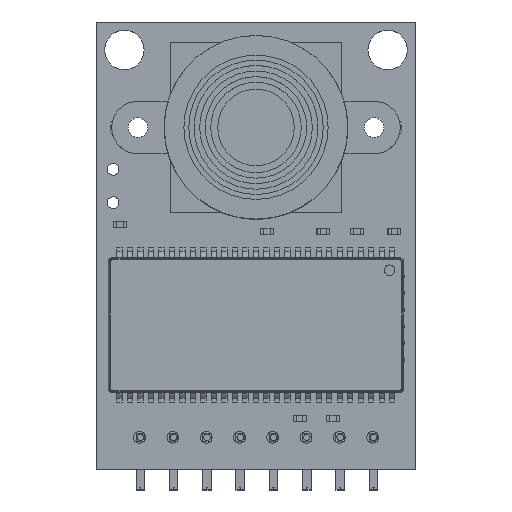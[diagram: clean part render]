
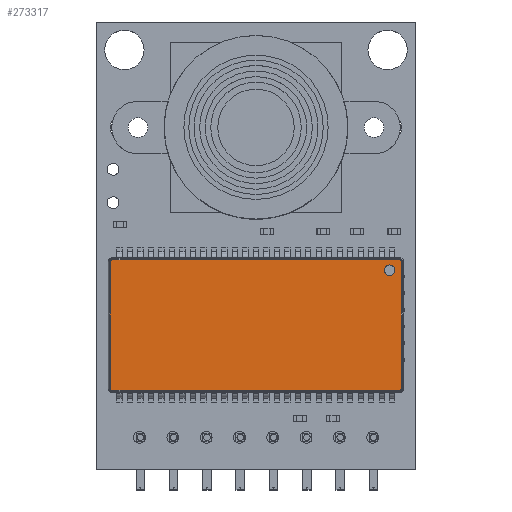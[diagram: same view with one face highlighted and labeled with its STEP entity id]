
A CAD part, top view. The second image highlights one B-rep face of the part: STEP entity #273317.
In plain terms, the highlighted planar face has unit normal (0, 0, 1).
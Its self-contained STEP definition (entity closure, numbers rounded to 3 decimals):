
#570 = CARTESIAN_POINT ( 'NONE',  ( 20.99, -25.816, 1.1 ) ) ;
#689 = DIRECTION ( 'NONE',  ( 0., 0., 1. ) ) ;
#997 = VECTOR ( 'NONE', #218233, 1000. ) ;
#2446 = ORIENTED_EDGE ( 'NONE', *, *, #190136, .T. ) ;
#5655 = CIRCLE ( 'NONE', #40205, 0.127 ) ;
#6543 = CIRCLE ( 'NONE', #149812, 0.4 ) ;
#10393 = CARTESIAN_POINT ( 'NONE',  ( -0.947, -25.943, 1.1 ) ) ;
#17834 = LINE ( 'NONE', #112135, #218063 ) ;
#17879 = VECTOR ( 'NONE', #255366, 1000. ) ;
#20268 = DIRECTION ( 'NONE',  ( -1., 0., 0. ) ) ;
#24689 = ORIENTED_EDGE ( 'NONE', *, *, #177520, .T. ) ;
#25104 = LINE ( 'NONE', #28164, #997 ) ;
#28164 = CARTESIAN_POINT ( 'NONE',  ( 20.99, -16.007, 1.1 ) ) ;
#31877 = AXIS2_PLACEMENT_3D ( 'NONE', #126291, #153978, #174177 ) ;
#37087 = VERTEX_POINT ( 'NONE', #278212 ) ;
#37759 = PLANE ( 'NONE',  #95229 ) ;
#40205 = AXIS2_PLACEMENT_3D ( 'NONE', #141421, #689, #231018 ) ;
#40597 = DIRECTION ( 'NONE',  ( 0., 0., 1. ) ) ;
#41517 = EDGE_CURVE ( 'NONE', #155265, #73314, #113350, .T. ) ;
#45672 = LINE ( 'NONE', #266607, #70985 ) ;
#46988 = CARTESIAN_POINT ( 'NONE',  ( 20.615, -16.794, 1.1 ) ) ;
#48431 = DIRECTION ( 'NONE',  ( -1., 0., 0. ) ) ;
#49401 = ORIENTED_EDGE ( 'NONE', *, *, #142411, .T. ) ;
#49532 = CARTESIAN_POINT ( 'NONE',  ( 20.99, -25.943, 1.1 ) ) ;
#69257 = EDGE_LOOP ( 'NONE', ( #119023, #49401, #24689, #197192, #230537, #289000, #2446, #182954 ) ) ;
#70985 = VECTOR ( 'NONE', #288227, 1000. ) ;
#73314 = VERTEX_POINT ( 'NONE', #302994 ) ;
#77736 = CARTESIAN_POINT ( 'NONE',  ( 21.117, -25.816, 1.1 ) ) ;
#80491 = AXIS2_PLACEMENT_3D ( 'NONE', #179883, #40597, #224655 ) ;
#82620 = FACE_OUTER_BOUND ( 'NONE', #69257, .T. ) ;
#85320 = EDGE_CURVE ( 'NONE', #221497, #301773, #6543, .T. ) ;
#86419 = AXIS2_PLACEMENT_3D ( 'NONE', #116145, #256622, #20268 ) ;
#88393 = DIRECTION ( 'NONE',  ( 0., 0., 1. ) ) ;
#95229 = AXIS2_PLACEMENT_3D ( 'NONE', #175492, #269622, #220244 ) ;
#105226 = CARTESIAN_POINT ( 'NONE',  ( -1.074, -16.134, 1.1 ) ) ;
#112135 = CARTESIAN_POINT ( 'NONE',  ( 20.99, -25.943, 1.1 ) ) ;
#113350 = LINE ( 'NONE', #235310, #17879 ) ;
#116145 = CARTESIAN_POINT ( 'NONE',  ( 20.99, -16.134, 1.1 ) ) ;
#119023 = ORIENTED_EDGE ( 'NONE', *, *, #41517, .T. ) ;
#126291 = CARTESIAN_POINT ( 'NONE',  ( -0.947, -25.816, 1.1 ) ) ;
#127669 = FACE_BOUND ( 'NONE', #302244, .T. ) ;
#141421 = CARTESIAN_POINT ( 'NONE',  ( -0.947, -16.134, 1.1 ) ) ;
#142411 = EDGE_CURVE ( 'NONE', #73314, #157549, #264153, .T. ) ;
#149812 = AXIS2_PLACEMENT_3D ( 'NONE', #283048, #88393, #162771 ) ;
#151792 = VERTEX_POINT ( 'NONE', #49532 ) ;
#153978 = DIRECTION ( 'NONE',  ( 0., 0., 1. ) ) ;
#155265 = VERTEX_POINT ( 'NONE', #77736 ) ;
#157549 = VERTEX_POINT ( 'NONE', #173603 ) ;
#162771 = DIRECTION ( 'NONE',  ( -1., 0., 0. ) ) ;
#167667 = EDGE_CURVE ( 'NONE', #151792, #155265, #190267, .T. ) ;
#173603 = CARTESIAN_POINT ( 'NONE',  ( 20.99, -16.007, 1.1 ) ) ;
#174177 = DIRECTION ( 'NONE',  ( -1., 0., 0. ) ) ;
#175492 = CARTESIAN_POINT ( 'NONE',  ( 20.99, -25.816, 1.1 ) ) ;
#176381 = EDGE_CURVE ( 'NONE', #37087, #209110, #5655, .T. ) ;
#177520 = EDGE_CURVE ( 'NONE', #157549, #37087, #25104, .T. ) ;
#179883 = CARTESIAN_POINT ( 'NONE',  ( 20.215, -16.794, 1.1 ) ) ;
#180300 = AXIS2_PLACEMENT_3D ( 'NONE', #570, #243091, #48431 ) ;
#182954 = ORIENTED_EDGE ( 'NONE', *, *, #167667, .T. ) ;
#190136 = EDGE_CURVE ( 'NONE', #286517, #151792, #17834, .T. ) ;
#190267 = CIRCLE ( 'NONE', #180300, 0.127 ) ;
#196218 = VERTEX_POINT ( 'NONE', #246035 ) ;
#197192 = ORIENTED_EDGE ( 'NONE', *, *, #176381, .T. ) ;
#203995 = CIRCLE ( 'NONE', #80491, 0.4 ) ;
#209110 = VERTEX_POINT ( 'NONE', #105226 ) ;
#212926 = ORIENTED_EDGE ( 'NONE', *, *, #260190, .F. ) ;
#218063 = VECTOR ( 'NONE', #300601, 1000. ) ;
#218233 = DIRECTION ( 'NONE',  ( -1., 0., 0. ) ) ;
#220244 = DIRECTION ( 'NONE',  ( -1., 0., 0. ) ) ;
#221497 = VERTEX_POINT ( 'NONE', #229303 ) ;
#224655 = DIRECTION ( 'NONE',  ( -1., 0., 0. ) ) ;
#227645 = EDGE_CURVE ( 'NONE', #196218, #286517, #239265, .T. ) ;
#229303 = CARTESIAN_POINT ( 'NONE',  ( 19.815, -16.794, 1.1 ) ) ;
#230537 = ORIENTED_EDGE ( 'NONE', *, *, #253051, .T. ) ;
#231018 = DIRECTION ( 'NONE',  ( -1., 0., 0. ) ) ;
#235310 = CARTESIAN_POINT ( 'NONE',  ( 21.117, -25.816, 1.1 ) ) ;
#239265 = CIRCLE ( 'NONE', #31877, 0.127 ) ;
#243091 = DIRECTION ( 'NONE',  ( 0., 0., 1. ) ) ;
#246035 = CARTESIAN_POINT ( 'NONE',  ( -1.074, -25.816, 1.1 ) ) ;
#253051 = EDGE_CURVE ( 'NONE', #209110, #196218, #45672, .T. ) ;
#255366 = DIRECTION ( 'NONE',  ( 0., 1., 0. ) ) ;
#256622 = DIRECTION ( 'NONE',  ( 0., 0., 1. ) ) ;
#260190 = EDGE_CURVE ( 'NONE', #301773, #221497, #203995, .T. ) ;
#264153 = CIRCLE ( 'NONE', #86419, 0.127 ) ;
#266607 = CARTESIAN_POINT ( 'NONE',  ( -1.074, -25.816, 1.1 ) ) ;
#269622 = DIRECTION ( 'NONE',  ( 0., 0., 1. ) ) ;
#273317 = ADVANCED_FACE ( 'NONE', ( #82620, #127669 ), #37759, .T. ) ;
#278212 = CARTESIAN_POINT ( 'NONE',  ( -0.947, -16.007, 1.1 ) ) ;
#283048 = CARTESIAN_POINT ( 'NONE',  ( 20.215, -16.794, 1.1 ) ) ;
#286517 = VERTEX_POINT ( 'NONE', #10393 ) ;
#288227 = DIRECTION ( 'NONE',  ( 0., -1., 0. ) ) ;
#289000 = ORIENTED_EDGE ( 'NONE', *, *, #227645, .T. ) ;
#300601 = DIRECTION ( 'NONE',  ( 1., 0., 0. ) ) ;
#301773 = VERTEX_POINT ( 'NONE', #46988 ) ;
#301949 = ORIENTED_EDGE ( 'NONE', *, *, #85320, .F. ) ;
#302244 = EDGE_LOOP ( 'NONE', ( #301949, #212926 ) ) ;
#302994 = CARTESIAN_POINT ( 'NONE',  ( 21.117, -16.134, 1.1 ) ) ;
